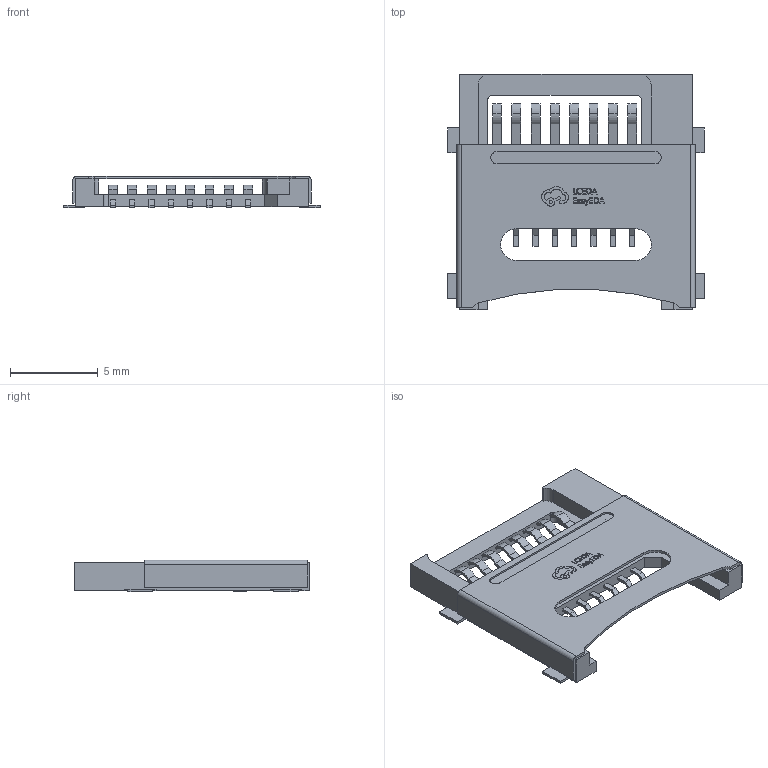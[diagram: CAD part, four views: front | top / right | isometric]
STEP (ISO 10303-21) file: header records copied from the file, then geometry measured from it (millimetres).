
FILE_DESCRIPTION (( 'STEP AP214' ), '1' );
FILE_NAME ('TF-SMD_TF-102-15.step', '2022-07-29T08:28:54', ( '' ), ( '' ), 'SwSTEP 2.0', 'SolidWorks 2020', '' );
FILE_SCHEMA (( 'AUTOMOTIVE_DESIGN' ));
Length unit declared in the file: millimetre
Products named in the file (1): TF-SMD_TF-102-15
Bounding box: 14.6 x 13.4 x 1.8 mm (x, y, z)
Volume: 112.5 mm3; surface area: 623 mm2
Topology: 2 solids, 2 shells, 481 faces, 1317 edges, 874 vertices
Faces by surface type: plane 329, bspline 98, cylinder 54
Entity records: 20957 total; most frequent: CARTESIAN_POINT 3979, ORIENTED_EDGE 2634, DIRECTION 1993, EDGE_CURVE 1317, LINE 1009, VECTOR 1009, VERTEX_POINT 874, EDGE_LOOP 519
